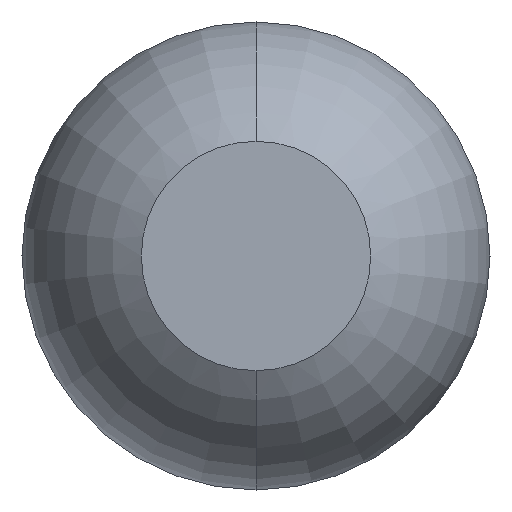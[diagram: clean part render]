
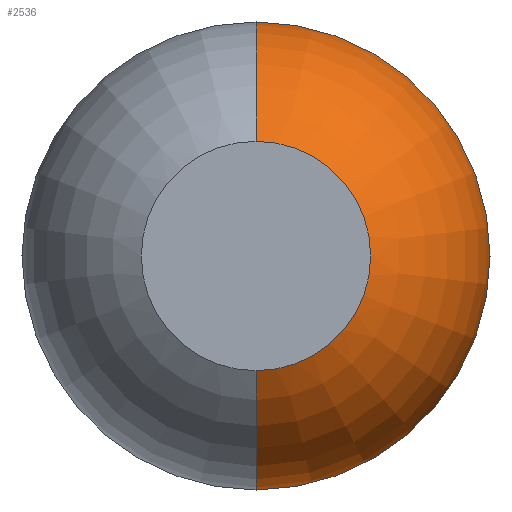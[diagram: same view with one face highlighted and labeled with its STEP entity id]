
A CAD part, front view. The second image highlights one B-rep face of the part: STEP entity #2536.
In plain terms, the highlighted toroidal (fillet/blend) face has major radius 0.01 mm and minor radius 0.5 mm.
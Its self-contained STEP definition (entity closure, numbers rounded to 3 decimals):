
#2 = VERTEX_POINT ( 'NONE', #1387 ) ;
#101 = EDGE_CURVE ( 'Defeature ausgef�hrt1_0+Defeature ausgef�hrt1_49+Defeature ausgef�hrt1_49+Defeature ausgef�hrt1_49', #2556, #2, #4528, .T. ) ;
#181 = CIRCLE ( 'NONE', #3006, 0.5 ) ;
#256 = DIRECTION ( 'NONE',  ( 0., 0., 1. ) ) ;
#317 = CARTESIAN_POINT ( 'NONE',  ( 0., -24.961, -0.51 ) ) ;
#358 = CARTESIAN_POINT ( 'NONE',  ( 0., -24.961, 0.01 ) ) ;
#371 = ORIENTED_EDGE ( 'NONE', *, *, #4105, .T. ) ;
#743 = CARTESIAN_POINT ( 'NONE',  ( 0., -24.961, -0.01 ) ) ;
#980 = EDGE_CURVE ( 'NONE', #4795, #2556, #181, .T. ) ;
#1072 = EDGE_CURVE ( 'NONE', #4321, #2, #3455, .T. ) ;
#1288 = CIRCLE ( 'NONE', #1887, 0.51 ) ;
#1387 = CARTESIAN_POINT ( 'NONE',  ( 0., -25.4, -0.25 ) ) ;
#1408 = FACE_OUTER_BOUND ( 'NONE', #1866, .T. ) ;
#1453 = DIRECTION ( 'NONE',  ( 0., 1., 0. ) ) ;
#1866 = EDGE_LOOP ( 'NONE', ( #371, #3400, #4716, #2480 ) ) ;
#1887 = AXIS2_PLACEMENT_3D ( 'NONE', #3303, #3663, #4494 ) ;
#2480 = ORIENTED_EDGE ( 'NONE', *, *, #1072, .F. ) ;
#2536 = ADVANCED_FACE ( 'Defeature ausgef�hrt1_0', ( #1408 ), #3950, .T. ) ;
#2556 = VERTEX_POINT ( 'NONE', #3064 ) ;
#2715 = DIRECTION ( 'NONE',  ( 0., 0., 1. ) ) ;
#3006 = AXIS2_PLACEMENT_3D ( 'NONE', #358, #3039, #5036 ) ;
#3039 = DIRECTION ( 'NONE',  ( 1., 0., 0. ) ) ;
#3064 = CARTESIAN_POINT ( 'NONE',  ( 0., -25.4, 0.25 ) ) ;
#3303 = CARTESIAN_POINT ( 'NONE',  ( 0., -24.961, 0. ) ) ;
#3400 = ORIENTED_EDGE ( 'NONE', *, *, #980, .T. ) ;
#3451 = AXIS2_PLACEMENT_3D ( 'NONE', #4656, #1453, #256 ) ;
#3455 = CIRCLE ( 'NONE', #3826, 0.5 ) ;
#3479 = CARTESIAN_POINT ( 'NONE',  ( 0., -24.961, 0. ) ) ;
#3544 = DIRECTION ( 'NONE',  ( 0., 0., -1. ) ) ;
#3663 = DIRECTION ( 'NONE',  ( 0., -1., 0. ) ) ;
#3826 = AXIS2_PLACEMENT_3D ( 'NONE', #743, #5081, #2715 ) ;
#3832 = AXIS2_PLACEMENT_3D ( 'NONE', #3479, #4356, #3544 ) ;
#3950 = TOROIDAL_SURFACE ( 'NONE', #3832, 0.01, 0.5 ) ;
#4105 = EDGE_CURVE ( 'Defeature ausgef�hrt1_0+Defeature ausgef�hrt1_48+Defeature ausgef�hrt1_48+Defeature ausgef�hrt1_48', #4321, #4795, #1288, .T. ) ;
#4321 = VERTEX_POINT ( 'NONE', #317 ) ;
#4356 = DIRECTION ( 'NONE',  ( 0., -1., 0. ) ) ;
#4494 = DIRECTION ( 'NONE',  ( 0., 0., -1. ) ) ;
#4528 = CIRCLE ( 'NONE', #3451, 0.25 ) ;
#4656 = CARTESIAN_POINT ( 'NONE',  ( 0., -25.4, 0. ) ) ;
#4716 = ORIENTED_EDGE ( 'NONE', *, *, #101, .T. ) ;
#4795 = VERTEX_POINT ( 'NONE', #5111 ) ;
#5036 = DIRECTION ( 'NONE',  ( 0., 0., -1. ) ) ;
#5081 = DIRECTION ( 'NONE',  ( -1., 0., 0. ) ) ;
#5111 = CARTESIAN_POINT ( 'NONE',  ( 0., -24.961, 0.51 ) ) ;
